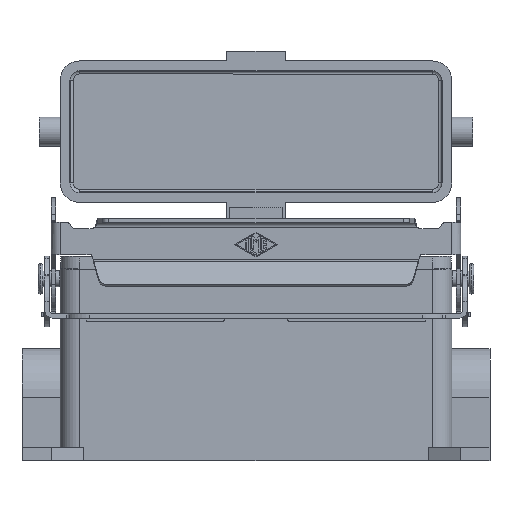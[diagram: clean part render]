
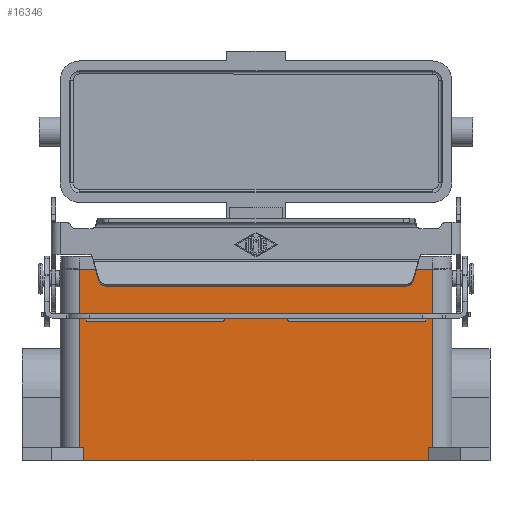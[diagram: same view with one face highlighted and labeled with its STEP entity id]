
A CAD part, front view. The second image highlights one B-rep face of the part: STEP entity #16346.
In plain terms, the highlighted planar face has unit normal (0, -1, 0).
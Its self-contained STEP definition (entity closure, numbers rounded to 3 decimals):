
#16258=CARTESIAN_POINT('',(-53.0,-22.25,-52.0));
#16259=VERTEX_POINT('',#16258);
#16267=CARTESIAN_POINT('',(-53.0,-22.25,-56.));
#16268=VERTEX_POINT('',#16267);
#16275=CARTESIAN_POINT('',(-53.0,-22.25,-56.));
#16276=DIRECTION('',(0.0,0.0,1.0));
#16277=VECTOR('',#16276,4.);
#16278=LINE('',#16275,#16277);
#16279=EDGE_CURVE('',#16268,#16259,#16278,.T.);
#16284=CARTESIAN_POINT('',(53.0,-22.25,-56.));
#16285=DIRECTION('',(0.0,-1.0,0.0));
#16286=DIRECTION('',(0.0,0.0,-1.0));
#16287=AXIS2_PLACEMENT_3D('',#16284,#16285,#16286);
#16288=PLANE('',#16287);
#16289=ORIENTED_EDGE('',*,*,#16279,.F.);
#16290=CARTESIAN_POINT('',(53.0,-22.25,-56.));
#16291=VERTEX_POINT('',#16290);
#16292=CARTESIAN_POINT('',(53.0,-22.25,-56.));
#16293=DIRECTION('',(-1.0,0.0,0.0));
#16294=VECTOR('',#16293,106.0);
#16295=LINE('',#16292,#16294);
#16296=EDGE_CURVE('',#16291,#16268,#16295,.T.);
#16297=ORIENTED_EDGE('',*,*,#16296,.F.);
#16298=CARTESIAN_POINT('',(53.0,-22.25,-52.0));
#16299=VERTEX_POINT('',#16298);
#16300=CARTESIAN_POINT('',(53.0,-22.25,-56.));
#16301=DIRECTION('',(0.0,0.0,1.0));
#16302=VECTOR('',#16301,4.);
#16303=LINE('',#16300,#16302);
#16304=EDGE_CURVE('',#16291,#16299,#16303,.T.);
#16305=ORIENTED_EDGE('',*,*,#16304,.T.);
#16306=CARTESIAN_POINT('',(54.25,-22.25,-52.0));
#16307=VERTEX_POINT('',#16306);
#16308=CARTESIAN_POINT('',(54.25,-22.25,-52.0));
#16309=DIRECTION('',(-1.0,0.0,0.0));
#16310=VECTOR('',#16309,1.25);
#16311=LINE('',#16308,#16310);
#16312=EDGE_CURVE('',#16307,#16299,#16311,.T.);
#16313=ORIENTED_EDGE('',*,*,#16312,.F.);
#16314=CARTESIAN_POINT('',(54.25,-22.25,3.));
#16315=VERTEX_POINT('',#16314);
#16316=CARTESIAN_POINT('',(54.25,-22.25,-52.0));
#16317=DIRECTION('',(0.0,0.0,1.0));
#16318=VECTOR('',#16317,55.);
#16319=LINE('',#16316,#16318);
#16320=EDGE_CURVE('',#16307,#16315,#16319,.T.);
#16321=ORIENTED_EDGE('',*,*,#16320,.T.);
#16322=CARTESIAN_POINT('',(-54.25,-22.25,3.));
#16323=VERTEX_POINT('',#16322);
#16324=CARTESIAN_POINT('',(54.25,-22.25,3.));
#16325=DIRECTION('',(-1.0,0.0,0.0));
#16326=VECTOR('',#16325,108.5);
#16327=LINE('',#16324,#16326);
#16328=EDGE_CURVE('',#16315,#16323,#16327,.T.);
#16329=ORIENTED_EDGE('',*,*,#16328,.T.);
#16330=CARTESIAN_POINT('',(-54.25,-22.25,-52.0));
#16331=VERTEX_POINT('',#16330);
#16332=CARTESIAN_POINT('',(-54.25,-22.25,-52.0));
#16333=DIRECTION('',(0.0,0.0,1.0));
#16334=VECTOR('',#16333,55.);
#16335=LINE('',#16332,#16334);
#16336=EDGE_CURVE('',#16331,#16323,#16335,.T.);
#16337=ORIENTED_EDGE('',*,*,#16336,.F.);
#16338=CARTESIAN_POINT('',(-53.0,-22.25,-52.0));
#16339=DIRECTION('',(-1.0,0.0,0.0));
#16340=VECTOR('',#16339,1.25);
#16341=LINE('',#16338,#16340);
#16342=EDGE_CURVE('',#16259,#16331,#16341,.T.);
#16343=ORIENTED_EDGE('',*,*,#16342,.F.);
#16344=EDGE_LOOP('',(#16289,#16297,#16305,#16313,#16321,#16329,#16337,#16343));
#16345=FACE_OUTER_BOUND('',#16344,.T.);
#16346=ADVANCED_FACE('',(#16345),#16288,.T.);
